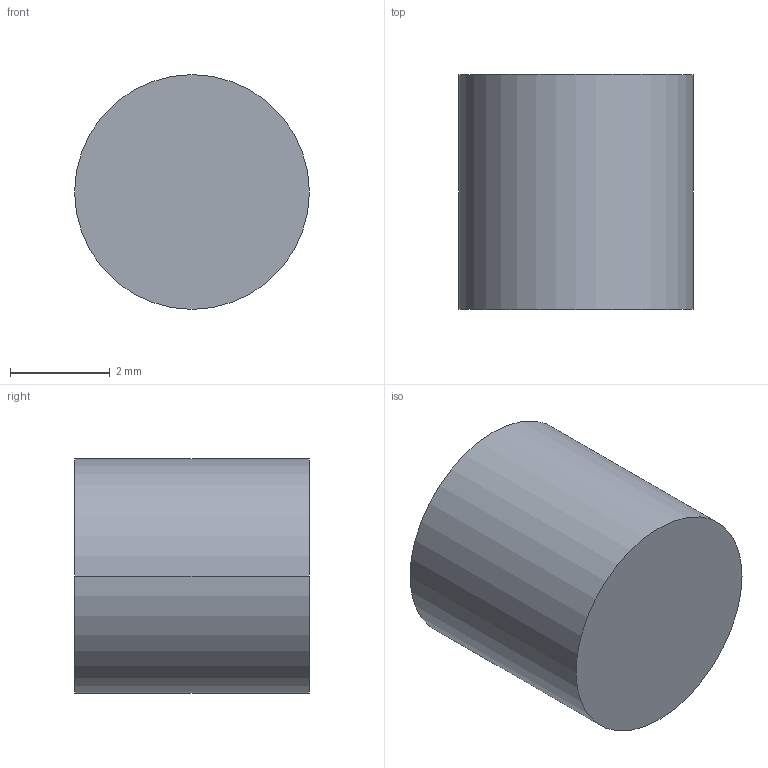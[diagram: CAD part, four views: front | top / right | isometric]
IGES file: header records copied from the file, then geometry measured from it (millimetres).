
Start section:  PTC IGES file: manifold_plug.igs
Global section: file name: manifold_plug.igs; native system: Pro/ENGINEER by Parametric Technology Corporation; preprocessor: 2004090; author: ghiorso; organization: Unknown; date: 060215.224016; units: millimetre
Bounding box: 4.7 x 4.7 x 4.7 mm (x, y, z)
Surface area: 104.1 mm2 (no closed solid volume)
Topology: 0 solids, 0 shells, 4 faces, 12 edges, 12 vertices
Faces by surface type: bspline 2, revolution 2
